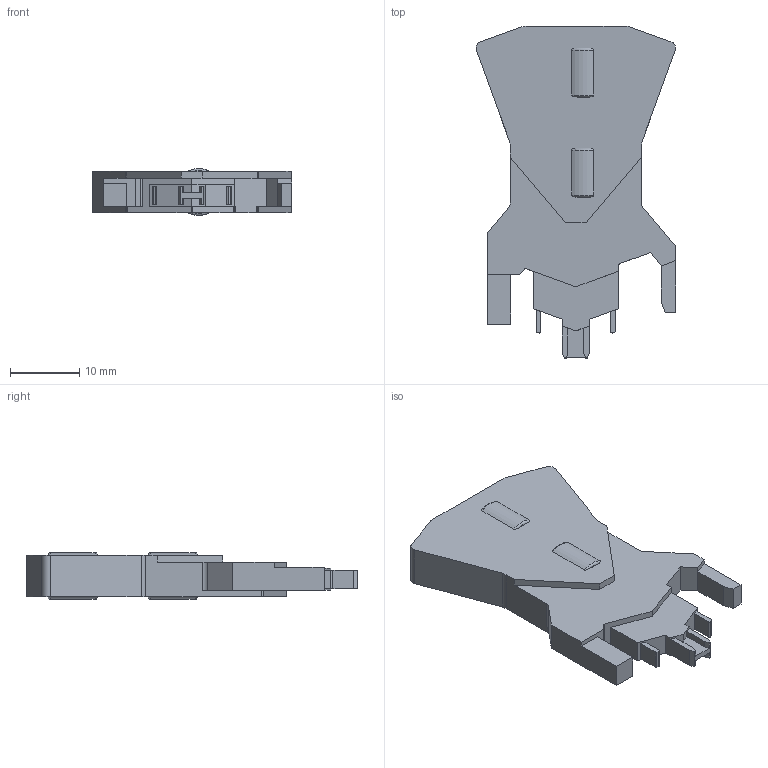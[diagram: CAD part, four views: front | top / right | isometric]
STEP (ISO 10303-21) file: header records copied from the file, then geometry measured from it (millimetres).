
FILE_DESCRIPTION((''),'2;1');
FILE_NAME('SIST_ASM','2012-05-14T',('Carl'),(''),'PRO/ENGINEER BY PARAMETRIC TECHNOLOGY CORPORATION, 2007390','PRO/ENGINEER BY PARAMETRIC TECHNOLOGY CORPORATION, 2007390','');
FILE_SCHEMA(('CONFIG_CONTROL_DESIGN'));
Length unit declared in the file: millimetre
Products named in the file (2): SIST_ISO; SIST_ASM
Assembly tree (1 placements, depth 2):
  SIST_ASM
    SIST_ISO
Bounding box: 28.95 x 48.1 x 6.8 mm (x, y, z)
Volume: 4851.7 mm3; surface area: 3377.6 mm2
Topology: 1 solids, 4 shells, 146 faces, 393 edges, 261 vertices
Faces by surface type: plane 105, cylinder 33, torus 8
Entity records: 4900 total; most frequent: CARTESIAN_POINT 1135, ORIENTED_EDGE 786, DIRECTION 748, EDGE_CURVE 393, VECTOR 290, LINE 290, VERTEX_POINT 261, AXIS2_PLACEMENT_3D 229
